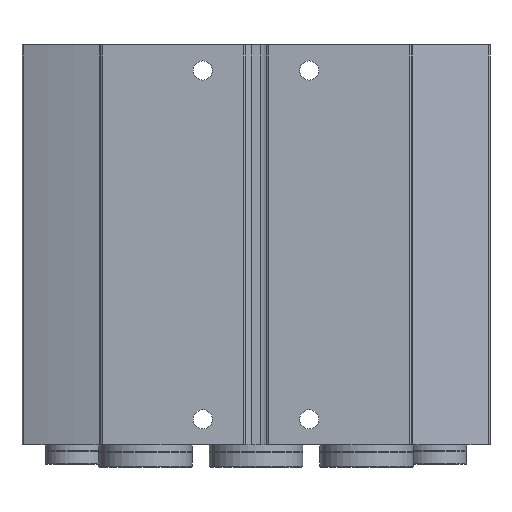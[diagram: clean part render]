
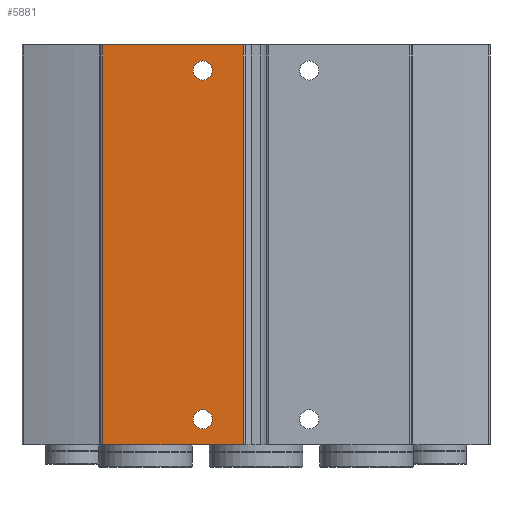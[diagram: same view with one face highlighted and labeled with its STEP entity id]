
A CAD part, front view. The second image highlights one B-rep face of the part: STEP entity #5881.
In plain terms, the highlighted planar face has unit normal (0, -1, 0).
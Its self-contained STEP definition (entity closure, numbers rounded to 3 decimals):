
#197=PLANE('',#6363);
#421=CIRCLE('',#6364,2.25);
#422=CIRCLE('',#6365,2.25);
#803=ORIENTED_EDGE('',*,*,#2337,.F.);
#804=ORIENTED_EDGE('',*,*,#2338,.F.);
#805=ORIENTED_EDGE('',*,*,#2339,.F.);
#806=ORIENTED_EDGE('',*,*,#2336,.F.);
#807=ORIENTED_EDGE('',*,*,#2340,.T.);
#808=ORIENTED_EDGE('',*,*,#2341,.T.);
#2336=EDGE_CURVE('',#3100,#3099,#3654,.T.);
#2337=EDGE_CURVE('',#3101,#3101,#421,.T.);
#2338=EDGE_CURVE('',#3102,#3102,#422,.T.);
#2339=EDGE_CURVE('',#3099,#3103,#3655,.T.);
#2340=EDGE_CURVE('',#3100,#3104,#3656,.T.);
#2341=EDGE_CURVE('',#3104,#3103,#3657,.T.);
#3099=VERTEX_POINT('',#9203);
#3100=VERTEX_POINT('',#9205);
#3101=VERTEX_POINT('',#9209);
#3102=VERTEX_POINT('',#9211);
#3103=VERTEX_POINT('',#9213);
#3104=VERTEX_POINT('',#9215);
#3654=LINE('',#9206,#4087);
#3655=LINE('',#9212,#4088);
#3656=LINE('',#9214,#4089);
#3657=LINE('',#9216,#4090);
#4087=VECTOR('',#7134,1000.);
#4088=VECTOR('',#7141,1000.);
#4089=VECTOR('',#7142,1000.);
#4090=VECTOR('',#7143,1000.);
#4529=EDGE_LOOP('',(#803));
#4530=EDGE_LOOP('',(#804));
#4531=EDGE_LOOP('',(#805,#806,#807,#808));
#5154=FACE_BOUND('',#4529,.T.);
#5155=FACE_BOUND('',#4530,.T.);
#5156=FACE_BOUND('',#4531,.T.);
#5881=ADVANCED_FACE('',(#5154,#5155,#5156),#197,.T.);
#6363=AXIS2_PLACEMENT_3D('',#9207,#7135,#7136);
#6364=AXIS2_PLACEMENT_3D('',#9208,#7137,#7138);
#6365=AXIS2_PLACEMENT_3D('',#9210,#7139,#7140);
#7134=DIRECTION('',(0.,0.,1.));
#7135=DIRECTION('',(0.,-1.,0.));
#7136=DIRECTION('',(0.,0.,-1.));
#7137=DIRECTION('',(0.,-1.,0.));
#7138=DIRECTION('',(0.,0.,-1.));
#7139=DIRECTION('',(0.,-1.,0.));
#7140=DIRECTION('',(0.,0.,-1.));
#7141=DIRECTION('',(1.,0.,0.));
#7142=DIRECTION('',(1.,0.,0.));
#7143=DIRECTION('',(0.,0.,1.));
#9203=CARTESIAN_POINT('',(-36.,0.,0.));
#9205=CARTESIAN_POINT('',(-36.,0.,-94.));
#9206=CARTESIAN_POINT('',(-36.,0.,-94.));
#9207=CARTESIAN_POINT('',(-36.,0.,-94.));
#9208=CARTESIAN_POINT('',(-12.5,0.,-88.));
#9209=CARTESIAN_POINT('',(-12.5,0.,-90.25));
#9210=CARTESIAN_POINT('',(-12.5,0.,-6.));
#9211=CARTESIAN_POINT('',(-12.5,0.,-8.25));
#9212=CARTESIAN_POINT('',(-36.,0.,0.));
#9213=CARTESIAN_POINT('',(-3.,0.,0.));
#9214=CARTESIAN_POINT('',(-36.,0.,-94.));
#9215=CARTESIAN_POINT('',(-3.,0.,-94.));
#9216=CARTESIAN_POINT('',(-3.,0.,-94.));
